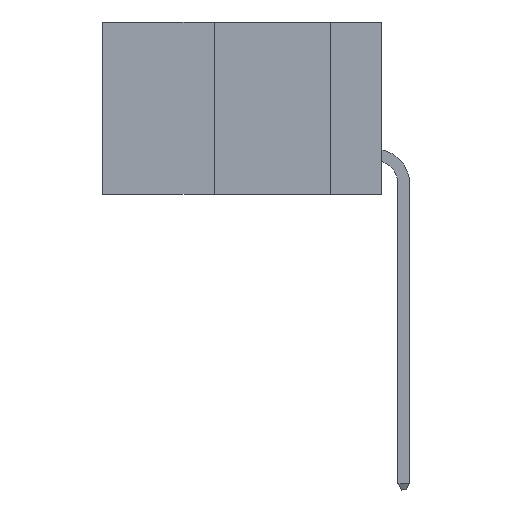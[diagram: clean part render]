
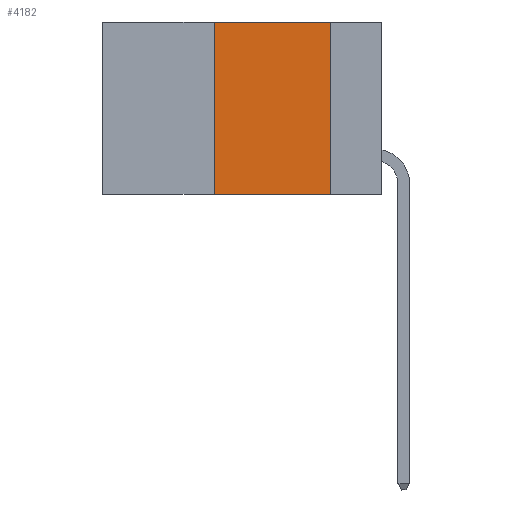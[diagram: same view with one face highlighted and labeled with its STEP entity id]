
A CAD part, left-side view. The second image highlights one B-rep face of the part: STEP entity #4182.
In plain terms, the highlighted planar face has unit normal (-1, 0, 0).
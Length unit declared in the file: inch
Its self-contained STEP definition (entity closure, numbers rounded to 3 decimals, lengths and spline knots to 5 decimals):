
#494 = ORIENTED_EDGE ( 'NONE', *, *, #6192, .T. ) ;
#1268 = VECTOR ( 'NONE', #4050, 39.37008 ) ;
#1278 = CARTESIAN_POINT ( 'NONE',  ( 0., 0.36, -0.37 ) ) ;
#1314 = CARTESIAN_POINT ( 'NONE',  ( 0., 0.11, -0.37 ) ) ;
#1318 = CARTESIAN_POINT ( 'NONE',  ( 0., 0.6, -0.37 ) ) ;
#2493 = LINE ( 'NONE', #1318, #7243 ) ;
#3057 = DIRECTION ( 'NONE',  ( 1., 0., 0. ) ) ;
#3769 = VERTEX_POINT ( 'NONE', #5554 ) ;
#3901 = LINE ( 'NONE', #7827, #1268 ) ;
#4050 = DIRECTION ( 'NONE',  ( 0., 0., 1. ) ) ;
#4182 = ADVANCED_FACE ( 'NONE', ( #9356 ), #6961, .F. ) ;
#4345 = VECTOR ( 'NONE', #9492, 39.37008 ) ;
#5237 = ORIENTED_EDGE ( 'NONE', *, *, #6449, .F. ) ;
#5324 = ORIENTED_EDGE ( 'NONE', *, *, #9524, .F. ) ;
#5554 = CARTESIAN_POINT ( 'NONE',  ( 0., 0.11, 0. ) ) ;
#5900 = CARTESIAN_POINT ( 'NONE',  ( 0., 0.6, 0. ) ) ;
#6053 = AXIS2_PLACEMENT_3D ( 'NONE', #7907, #3057, #9854 ) ;
#6192 = EDGE_CURVE ( 'NONE', #7214, #9296, #2493, .T. ) ;
#6449 = EDGE_CURVE ( 'NONE', #7214, #7384, #3901, .T. ) ;
#6961 = PLANE ( 'NONE',  #6053 ) ;
#7214 = VERTEX_POINT ( 'NONE', #1278 ) ;
#7243 = VECTOR ( 'NONE', #8138, 39.37008 ) ;
#7384 = VERTEX_POINT ( 'NONE', #10302 ) ;
#7397 = EDGE_CURVE ( 'NONE', #3769, #9296, #9484, .T. ) ;
#7757 = VECTOR ( 'NONE', #10770, 39.37008 ) ;
#7827 = CARTESIAN_POINT ( 'NONE',  ( 0., 0.36, 0. ) ) ;
#7907 = CARTESIAN_POINT ( 'NONE',  ( 0., 0.6, 0. ) ) ;
#8138 = DIRECTION ( 'NONE',  ( 0., -1., 0. ) ) ;
#8670 = ORIENTED_EDGE ( 'NONE', *, *, #7397, .F. ) ;
#9296 = VERTEX_POINT ( 'NONE', #1314 ) ;
#9356 = FACE_OUTER_BOUND ( 'NONE', #10483, .T. ) ;
#9484 = LINE ( 'NONE', #11190, #4345 ) ;
#9492 = DIRECTION ( 'NONE',  ( 0., 0., -1. ) ) ;
#9524 = EDGE_CURVE ( 'NONE', #7384, #3769, #11889, .T. ) ;
#9854 = DIRECTION ( 'NONE',  ( 0., 0., -1. ) ) ;
#10302 = CARTESIAN_POINT ( 'NONE',  ( 0., 0.36, 0. ) ) ;
#10483 = EDGE_LOOP ( 'NONE', ( #8670, #5324, #5237, #494 ) ) ;
#10770 = DIRECTION ( 'NONE',  ( 0., -1., 0. ) ) ;
#11190 = CARTESIAN_POINT ( 'NONE',  ( 0., 0.11, 0. ) ) ;
#11889 = LINE ( 'NONE', #5900, #7757 ) ;
